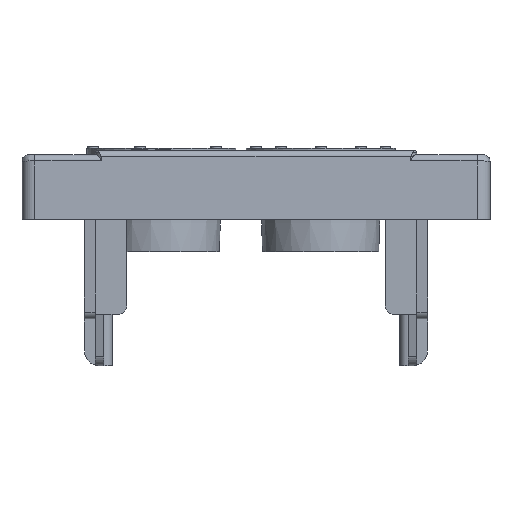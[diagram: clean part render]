
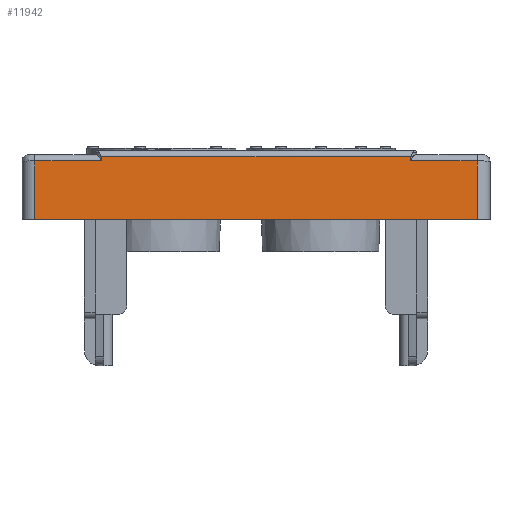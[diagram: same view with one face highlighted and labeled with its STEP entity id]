
A CAD part, front view. The second image highlights one B-rep face of the part: STEP entity #11942.
In plain terms, the highlighted planar face has unit normal (0, -0.999, 0.035).
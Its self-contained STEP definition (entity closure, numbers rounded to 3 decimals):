
#162=ELLIPSE('',#12581,85.961,3.);
#163=ELLIPSE('',#12584,85.961,3.);
#1196=FACE_OUTER_BOUND('',#1886,.T.);
#1886=EDGE_LOOP('',(#8853,#8854,#8855,#8856,#8857,#8858,#8859,#8860,#8861,
#8862,#8863,#8864));
#2776=LINE('',#18676,#3952);
#2793=LINE('',#18793,#3969);
#2794=LINE('',#18795,#3970);
#2795=LINE('',#18797,#3971);
#2796=LINE('',#18799,#3972);
#2797=LINE('',#18801,#3973);
#2798=LINE('',#18803,#3974);
#2799=LINE('',#18805,#3975);
#2800=LINE('',#18807,#3976);
#2801=LINE('',#18808,#3977);
#3952=VECTOR('',#14063,10.);
#3969=VECTOR('',#14110,10.);
#3970=VECTOR('',#14111,10.);
#3971=VECTOR('',#14112,10.);
#3972=VECTOR('',#14113,10.);
#3973=VECTOR('',#14114,10.);
#3974=VECTOR('',#14115,10.);
#3975=VECTOR('',#14116,10.);
#3976=VECTOR('',#14117,10.);
#3977=VECTOR('',#14118,10.);
#5116=VERTEX_POINT('',#18674);
#5117=VERTEX_POINT('',#18675);
#5135=VERTEX_POINT('',#18773);
#5137=VERTEX_POINT('',#18790);
#5138=VERTEX_POINT('',#18792);
#5139=VERTEX_POINT('',#18794);
#5140=VERTEX_POINT('',#18796);
#5141=VERTEX_POINT('',#18798);
#5142=VERTEX_POINT('',#18800);
#5143=VERTEX_POINT('',#18802);
#5144=VERTEX_POINT('',#18804);
#5145=VERTEX_POINT('',#18806);
#6465=EDGE_CURVE('',#5116,#5117,#2776,.T.);
#6491=EDGE_CURVE('',#5117,#5135,#162,.T.);
#6494=EDGE_CURVE('',#5137,#5116,#163,.T.);
#6495=EDGE_CURVE('',#5138,#5137,#2793,.T.);
#6496=EDGE_CURVE('',#5139,#5138,#2794,.T.);
#6497=EDGE_CURVE('',#5140,#5139,#2795,.T.);
#6498=EDGE_CURVE('',#5141,#5140,#2796,.T.);
#6499=EDGE_CURVE('',#5141,#5142,#2797,.T.);
#6500=EDGE_CURVE('',#5143,#5142,#2798,.T.);
#6501=EDGE_CURVE('',#5144,#5143,#2799,.T.);
#6502=EDGE_CURVE('',#5145,#5144,#2800,.T.);
#6503=EDGE_CURVE('',#5135,#5145,#2801,.T.);
#8853=ORIENTED_EDGE('',*,*,#6465,.F.);
#8854=ORIENTED_EDGE('',*,*,#6494,.F.);
#8855=ORIENTED_EDGE('',*,*,#6495,.F.);
#8856=ORIENTED_EDGE('',*,*,#6496,.F.);
#8857=ORIENTED_EDGE('',*,*,#6497,.F.);
#8858=ORIENTED_EDGE('',*,*,#6498,.F.);
#8859=ORIENTED_EDGE('',*,*,#6499,.T.);
#8860=ORIENTED_EDGE('',*,*,#6500,.F.);
#8861=ORIENTED_EDGE('',*,*,#6501,.F.);
#8862=ORIENTED_EDGE('',*,*,#6502,.F.);
#8863=ORIENTED_EDGE('',*,*,#6503,.F.);
#8864=ORIENTED_EDGE('',*,*,#6491,.F.);
#11462=PLANE('',#12583);
#11942=ADVANCED_FACE('',(#1196),#11462,.T.);
#12581=AXIS2_PLACEMENT_3D('',#18774,#14102,#14103);
#12583=AXIS2_PLACEMENT_3D('',#18789,#14106,#14107);
#12584=AXIS2_PLACEMENT_3D('',#18791,#14108,#14109);
#14063=DIRECTION('',(1.,0.,0.));
#14102=DIRECTION('center_axis',(0.,0.999,
-0.035));
#14103=DIRECTION('ref_axis',(0.,-0.035,-0.999));
#14106=DIRECTION('center_axis',(0.,-0.999,
0.035));
#14107=DIRECTION('ref_axis',(0.,-0.035,-0.999));
#14108=DIRECTION('center_axis',(0.,0.999,
-0.035));
#14109=DIRECTION('ref_axis',(0.,-0.035,-0.999));
#14110=DIRECTION('',(1.,0.,0.));
#14111=DIRECTION('',(0.,0.035,0.999));
#14112=DIRECTION('',(-1.,0.,0.));
#14113=DIRECTION('',(-1.,0.,0.));
#14114=DIRECTION('',(1.,0.,0.));
#14115=DIRECTION('',(-1.,0.,0.));
#14116=DIRECTION('',(-1.,0.,0.));
#14117=DIRECTION('',(0.,-0.035,-0.999));
#14118=DIRECTION('',(1.,0.,0.));
#18674=CARTESIAN_POINT('',(-35.971,-48.992,2.052));
#18675=CARTESIAN_POINT('',(35.971,-48.992,2.052));
#18676=CARTESIAN_POINT('',(-36.383,-48.992,2.052));
#18773=CARTESIAN_POINT('',(35.917,-49.027,1.052));
#18774=CARTESIAN_POINT('Origin',(34.3,-46.5,73.409));
#18789=CARTESIAN_POINT('Origin',(-54.3,-49.5,-12.5));
#18790=CARTESIAN_POINT('',(-35.917,-49.027,1.052));
#18791=CARTESIAN_POINT('Origin',(-34.3,-46.5,73.409));
#18792=CARTESIAN_POINT('',(-51.3,-49.027,1.052));
#18793=CARTESIAN_POINT('',(-40.411,-49.027,1.052));
#18794=CARTESIAN_POINT('',(-51.3,-49.5,-12.5));
#18795=CARTESIAN_POINT('',(-51.3,-49.232,-4.836));
#18796=CARTESIAN_POINT('',(-37.3,-49.5,-12.5));
#18797=CARTESIAN_POINT('',(-27.15,-49.5,-12.5));
#18798=CARTESIAN_POINT('',(-30.,-49.5,-12.5));
#18799=CARTESIAN_POINT('',(-27.15,-49.5,-12.5));
#18800=CARTESIAN_POINT('',(30.,-49.5,-12.5));
#18801=CARTESIAN_POINT('',(-30.,-49.5,-12.5));
#18802=CARTESIAN_POINT('',(37.3,-49.5,-12.5));
#18803=CARTESIAN_POINT('',(27.15,-49.5,-12.5));
#18804=CARTESIAN_POINT('',(51.3,-49.5,-12.5));
#18805=CARTESIAN_POINT('',(27.15,-49.5,-12.5));
#18806=CARTESIAN_POINT('',(51.3,-49.027,1.052));
#18807=CARTESIAN_POINT('',(51.3,-49.232,-4.836));
#18808=CARTESIAN_POINT('',(-13.889,-49.027,1.052));
